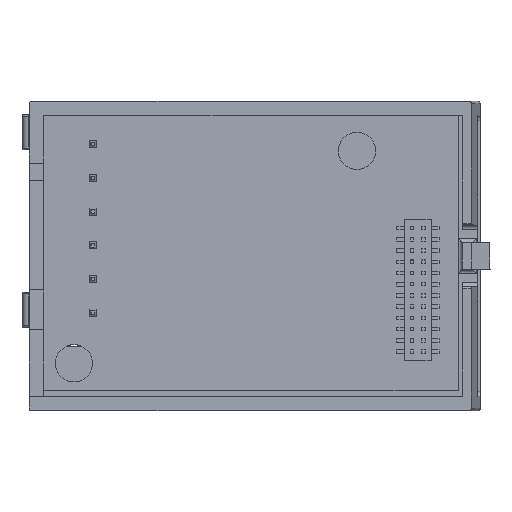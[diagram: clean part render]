
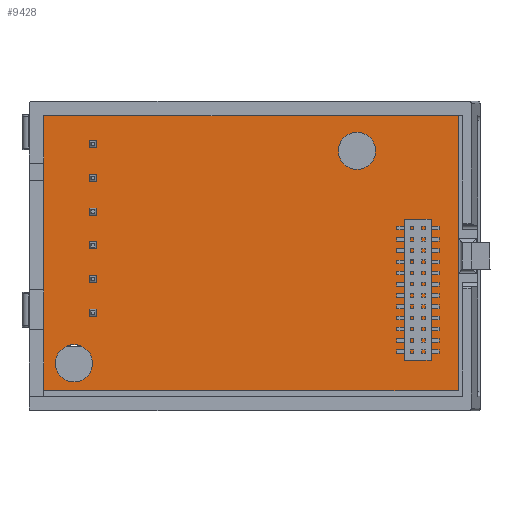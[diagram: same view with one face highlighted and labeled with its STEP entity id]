
A CAD part, top view. The second image highlights one B-rep face of the part: STEP entity #9428.
In plain terms, the highlighted planar face has unit normal (0, 0, 1).
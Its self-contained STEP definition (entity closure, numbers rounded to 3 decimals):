
#9265=CARTESIAN_POINT('',(37.123,29.266,11.7));
#9266=DIRECTION('',(0.,0.,1.));
#9267=DIRECTION('',(1.,0.,0.));
#9268=AXIS2_PLACEMENT_3D('',#9265,#9266,#9267);
#9270=CARTESIAN_POINT('',(37.123,29.266,11.7));
#9271=DIRECTION('',(0.,0.,1.));
#9272=DIRECTION('',(-1.,0.,0.));
#9273=AXIS2_PLACEMENT_3D('',#9270,#9271,#9272);
#9275=CARTESIAN_POINT('',(5.123,5.257,11.7));
#9276=DIRECTION('',(0.,0.,1.));
#9277=DIRECTION('',(1.,0.,0.));
#9278=AXIS2_PLACEMENT_3D('',#9275,#9276,#9277);
#9280=CARTESIAN_POINT('',(5.123,5.257,11.7));
#9281=DIRECTION('',(0.,0.,1.));
#9282=DIRECTION('',(-1.,0.,0.));
#9283=AXIS2_PLACEMENT_3D('',#9280,#9281,#9282);
#9289=DIRECTION('',(-1.,0.,0.));
#9290=VECTOR('',#9289,47.1);
#9291=CARTESIAN_POINT('',(48.553,33.326,11.7));
#9292=LINE('',#9291,#9290);
#9321=DIRECTION('',(0.,-1.,0.));
#9322=VECTOR('',#9321,31.2);
#9323=CARTESIAN_POINT('',(1.453,33.326,11.7));
#9324=LINE('',#9323,#9322);
#9333=DIRECTION('',(1.,0.,0.));
#9334=VECTOR('',#9333,47.1);
#9335=CARTESIAN_POINT('',(1.453,2.127,11.7));
#9336=LINE('',#9335,#9334);
#9345=DIRECTION('',(0.,1.,0.));
#9346=VECTOR('',#9345,31.2);
#9347=CARTESIAN_POINT('',(48.553,2.127,11.7));
#9348=LINE('',#9347,#9346);
#9369=CARTESIAN_POINT('',(48.553,33.326,11.7));
#9370=CARTESIAN_POINT('',(1.453,33.326,11.7));
#9371=VERTEX_POINT('',#9369);
#9372=VERTEX_POINT('',#9370);
#9373=CARTESIAN_POINT('',(48.553,2.127,11.7));
#9374=VERTEX_POINT('',#9373);
#9375=CARTESIAN_POINT('',(1.453,2.127,11.7));
#9376=VERTEX_POINT('',#9375);
#9377=CARTESIAN_POINT('',(39.223,29.266,11.7));
#9378=CARTESIAN_POINT('',(35.023,29.266,11.7));
#9379=VERTEX_POINT('',#9377);
#9380=VERTEX_POINT('',#9378);
#9381=CARTESIAN_POINT('',(7.223,5.257,11.7));
#9382=CARTESIAN_POINT('',(3.023,5.257,11.7));
#9383=VERTEX_POINT('',#9381);
#9384=VERTEX_POINT('',#9382);
#9401=CARTESIAN_POINT('',(25.55,17.481,11.7));
#9402=DIRECTION('',(0.,0.,1.));
#9403=DIRECTION('',(0.,-1.,0.));
#9404=AXIS2_PLACEMENT_3D('',#9401,#9402,#9403);
#9405=PLANE('',#9404);
#9407=ORIENTED_EDGE('',*,*,#9406,.F.);
#9409=ORIENTED_EDGE('',*,*,#9408,.F.);
#9411=ORIENTED_EDGE('',*,*,#9410,.F.);
#9413=ORIENTED_EDGE('',*,*,#9412,.F.);
#9414=EDGE_LOOP('',(#9407,#9409,#9411,#9413));
#9415=FACE_OUTER_BOUND('',#9414,.F.);
#9417=ORIENTED_EDGE('',*,*,#9416,.T.);
#9419=ORIENTED_EDGE('',*,*,#9418,.T.);
#9420=EDGE_LOOP('',(#9417,#9419));
#9421=FACE_BOUND('',#9420,.F.);
#9423=ORIENTED_EDGE('',*,*,#9422,.T.);
#9425=ORIENTED_EDGE('',*,*,#9424,.T.);
#9426=EDGE_LOOP('',(#9423,#9425));
#9427=FACE_BOUND('',#9426,.F.);
#9428=ADVANCED_FACE('',(#9415,#9421,#9427),#9405,.T.);
#9269=CIRCLE('',#9268,2.1);
#9274=CIRCLE('',#9273,2.1);
#9279=CIRCLE('',#9278,2.1);
#9284=CIRCLE('',#9283,2.1);
#9406=EDGE_CURVE('',#9371,#9372,#9292,.T.);
#9408=EDGE_CURVE('',#9374,#9371,#9348,.T.);
#9410=EDGE_CURVE('',#9376,#9374,#9336,.T.);
#9412=EDGE_CURVE('',#9372,#9376,#9324,.T.);
#9416=EDGE_CURVE('',#9379,#9380,#9269,.T.);
#9418=EDGE_CURVE('',#9380,#9379,#9274,.T.);
#9422=EDGE_CURVE('',#9383,#9384,#9279,.T.);
#9424=EDGE_CURVE('',#9384,#9383,#9284,.T.);
